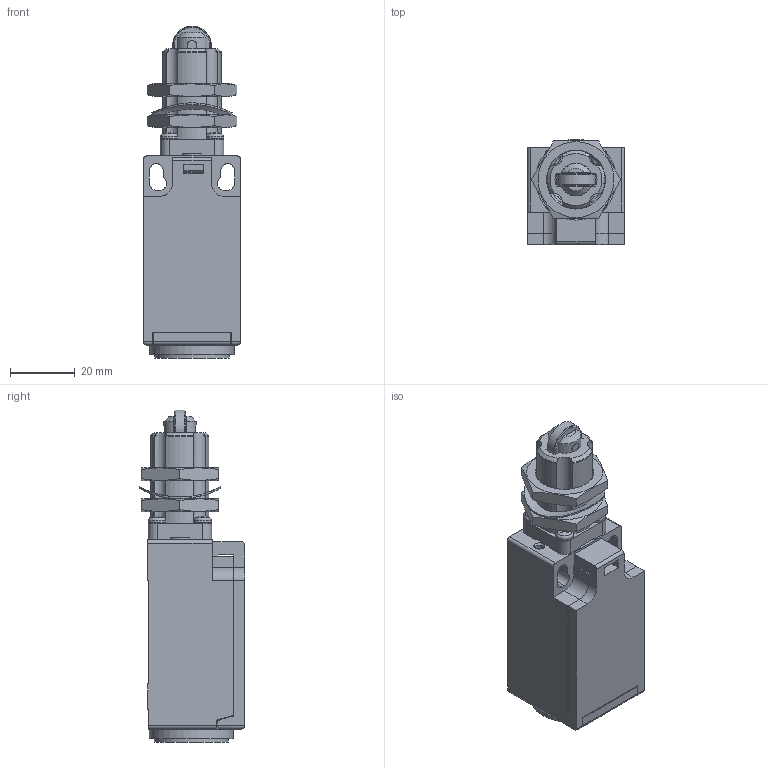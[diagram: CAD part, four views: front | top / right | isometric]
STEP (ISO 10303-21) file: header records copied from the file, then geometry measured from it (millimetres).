
FILE_DESCRIPTION (( 'STEP AP214' ), '1' );
FILE_NAME ('Z4R-236-11Z.STEP', '2021-01-18T18:38:44', ( '' ), ( '' ), 'SwSTEP 2.0', 'SolidWorks 2019', '' );
FILE_SCHEMA (( 'AUTOMOTIVE_DESIGN' ));
Length unit declared in the file: inch
Products named in the file (1): Z4R-236-11Z
Bounding box: 30 x 32.5 x 102.7 mm (x, y, z)
Volume: 57634.1 mm3; surface area: 20648.2 mm2
Topology: 4 solids, 4 shells, 370 faces, 983 edges, 634 vertices
Faces by surface type: plane 238, cylinder 97, cone 27, bspline 8
Full cylindrical faces by diameter (mm): 2.4 x6, 3 x4, 3.2 x4, 5.407 x4, 6.3 x1, 7 x2, 10 x1, 10.55 x1, 12 x1, 13 x1, 13.85 x1, 18.6 x1, 19 x1, 23 x1, 26 x1
Entity records: 17430 total; most frequent: CARTESIAN_POINT 3722, ORIENTED_EDGE 1836, DIRECTION 1719, EDGE_CURVE 918, VERTEX_POINT 620, AXIS2_PLACEMENT_3D 597, VECTOR 525, LINE 525
